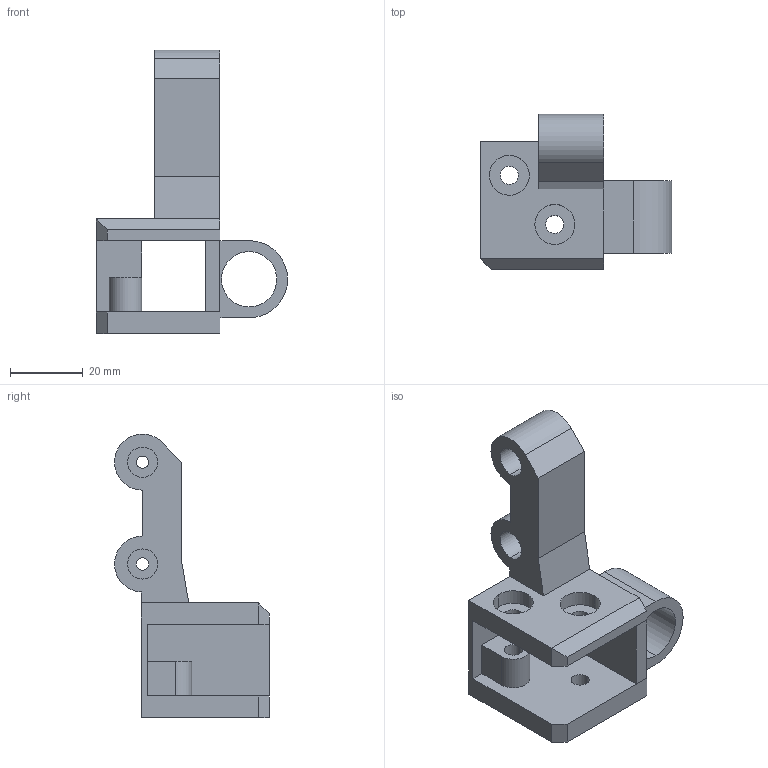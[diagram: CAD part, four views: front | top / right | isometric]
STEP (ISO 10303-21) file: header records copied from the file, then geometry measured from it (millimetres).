
FILE_DESCRIPTION (( 'STEP AP214' ), '1' );
FILE_NAME ('V1Y_Carriage_Right ROD MOD.STEP', '2022-11-16T02:54:23', ( '' ), ( '' ), 'SwSTEP 2.0', 'SolidWorks 2020', '' );
FILE_SCHEMA (( 'AUTOMOTIVE_DESIGN' ));
Length unit declared in the file: millimetre
Products named in the file (1): V1Y_Carriage_Right ROD MOD
Bounding box: 52.6 x 42.6 x 77.99 mm (x, y, z)
Volume: 30846.7 mm3; surface area: 14590.4 mm2
Topology: 1 solids, 1 shells, 59 faces, 158 edges, 105 vertices
Faces by surface type: plane 33, cylinder 26
Entity records: 1923 total; most frequent: DIRECTION 329, CARTESIAN_POINT 326, ORIENTED_EDGE 316, EDGE_CURVE 158, AXIS2_PLACEMENT_3D 112, VECTOR 105, LINE 105, VERTEX_POINT 105
